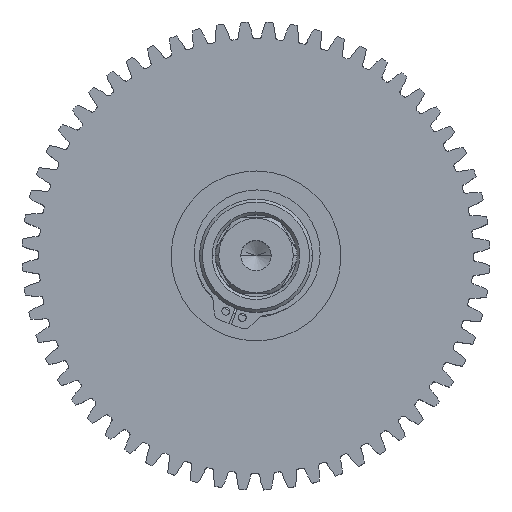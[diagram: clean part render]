
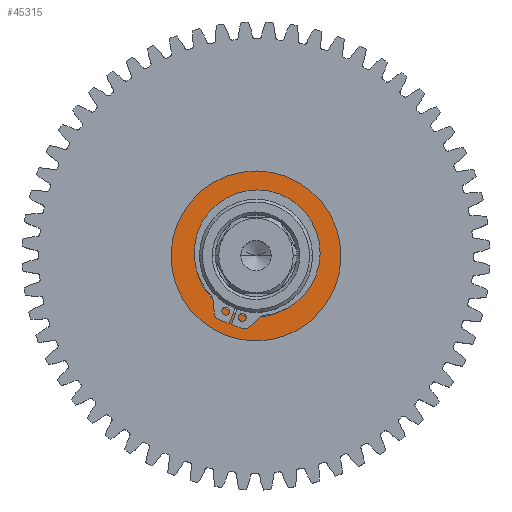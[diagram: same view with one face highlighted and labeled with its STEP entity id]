
A CAD part, top view. The second image highlights one B-rep face of the part: STEP entity #45315.
In plain terms, the highlighted face is planar.
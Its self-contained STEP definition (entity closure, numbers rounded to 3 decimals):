
#860 = CIRCLE ( 'NONE', #18750, 14.288 ) ;
#1512 = DIRECTION ( 'NONE',  ( 1., 0., 0. ) ) ;
#2743 = DIRECTION ( 'NONE',  ( 1., 0., 0. ) ) ;
#3540 = CIRCLE ( 'NONE', #17638, 14.288 ) ;
#4399 = CARTESIAN_POINT ( 'NONE',  ( 0., 0., -3.048 ) ) ;
#4995 = CIRCLE ( 'NONE', #19179, 10.275 ) ;
#5786 = CARTESIAN_POINT ( 'NONE',  ( 10.275, 0., -3.048 ) ) ;
#7930 = ORIENTED_EDGE ( 'NONE', *, *, #21691, .F. ) ;
#8162 = DIRECTION ( 'NONE',  ( 1., 0., 0. ) ) ;
#9849 = CARTESIAN_POINT ( 'NONE',  ( 0., 0., -3.048 ) ) ;
#12059 = AXIS2_PLACEMENT_3D ( 'NONE', #46253, #24814, #2743 ) ;
#12479 = EDGE_LOOP ( 'NONE', ( #7930, #42789 ) ) ;
#12487 = VERTEX_POINT ( 'NONE', #5786 ) ;
#13083 = CARTESIAN_POINT ( 'NONE',  ( -14.288, 0., -3.048 ) ) ;
#13514 = DIRECTION ( 'NONE',  ( 1., 0., 0. ) ) ;
#15725 = VERTEX_POINT ( 'NONE', #40848 ) ;
#16069 = DIRECTION ( 'NONE',  ( 0., 0., 1. ) ) ;
#16184 = FACE_OUTER_BOUND ( 'NONE', #12479, .T. ) ;
#16230 = CARTESIAN_POINT ( 'NONE',  ( 0., 14.288, -3.048 ) ) ;
#17638 = AXIS2_PLACEMENT_3D ( 'NONE', #9849, #35221, #13514 ) ;
#17759 = DIRECTION ( 'NONE',  ( 0., 0., 1. ) ) ;
#18622 = CARTESIAN_POINT ( 'NONE',  ( 14.288, 0., -3.048 ) ) ;
#18750 = AXIS2_PLACEMENT_3D ( 'NONE', #39368, #17759, #42976 ) ;
#19179 = AXIS2_PLACEMENT_3D ( 'NONE', #4399, #29966, #8162 ) ;
#19925 = EDGE_LOOP ( 'NONE', ( #42676, #33151 ) ) ;
#20498 = EDGE_CURVE ( 'NONE', #12487, #15725, #4995, .T. ) ;
#20993 = EDGE_CURVE ( 'NONE', #32810, #27994, #860, .T. ) ;
#21691 = EDGE_CURVE ( 'NONE', #27994, #32810, #3540, .T. ) ;
#24814 = DIRECTION ( 'NONE',  ( 0., 0., 1. ) ) ;
#25390 = EDGE_CURVE ( 'NONE', #15725, #12487, #29810, .T. ) ;
#27994 = VERTEX_POINT ( 'NONE', #18622 ) ;
#29810 = CIRCLE ( 'NONE', #12059, 10.275 ) ;
#29966 = DIRECTION ( 'NONE',  ( 0., 0., 1. ) ) ;
#32810 = VERTEX_POINT ( 'NONE', #13083 ) ;
#33151 = ORIENTED_EDGE ( 'NONE', *, *, #20498, .T. ) ;
#35221 = DIRECTION ( 'NONE',  ( 0., 0., 1. ) ) ;
#35412 = FACE_BOUND ( 'NONE', #19925, .T. ) ;
#39368 = CARTESIAN_POINT ( 'NONE',  ( 0., 0., -3.048 ) ) ;
#40848 = CARTESIAN_POINT ( 'NONE',  ( -10.275, 0., -3.048 ) ) ;
#42676 = ORIENTED_EDGE ( 'NONE', *, *, #25390, .T. ) ;
#42789 = ORIENTED_EDGE ( 'NONE', *, *, #20993, .F. ) ;
#42976 = DIRECTION ( 'NONE',  ( 1., 0., 0. ) ) ;
#45072 = PLANE ( 'NONE',  #47088 ) ;
#45315 = ADVANCED_FACE ( 'NONE', ( #35412, #16184 ), #45072, .F. ) ;
#46253 = CARTESIAN_POINT ( 'NONE',  ( 0., 0., -3.048 ) ) ;
#47088 = AXIS2_PLACEMENT_3D ( 'NONE', #16230, #16069, #1512 ) ;
